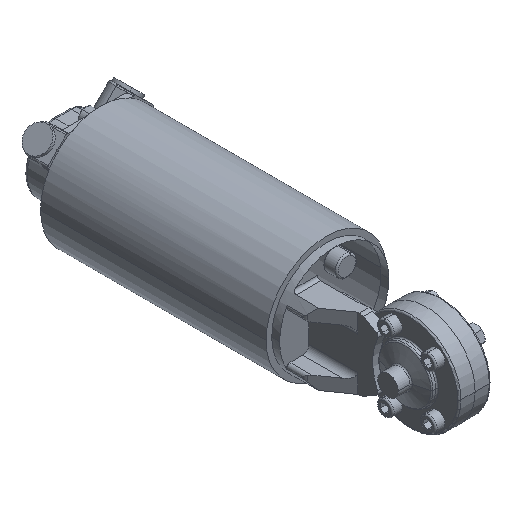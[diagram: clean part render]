
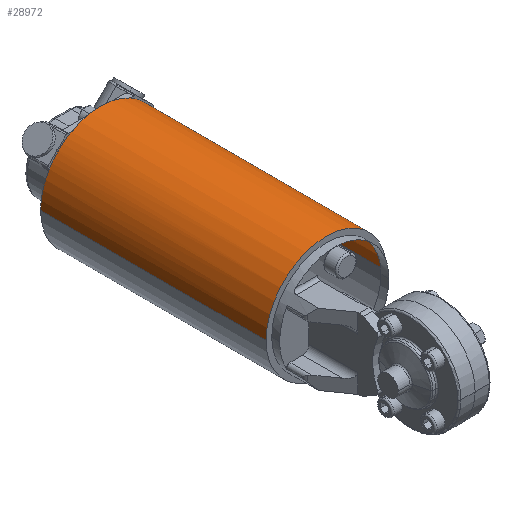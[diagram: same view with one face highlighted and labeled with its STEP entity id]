
A CAD part, isometric view. The second image highlights one B-rep face of the part: STEP entity #28972.
In plain terms, the highlighted cylindrical face has radius 38.05 mm (diameter 76.1 mm), a partial arc.
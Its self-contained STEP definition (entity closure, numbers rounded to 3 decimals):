
#626 = LINE ( 'NONE', #2649, #20236 ) ;
#1336 = EDGE_CURVE ( 'NONE', #17956, #9762, #626, .T. ) ;
#1703 = ORIENTED_EDGE ( 'NONE', *, *, #30175, .T. ) ;
#1749 = DIRECTION ( 'NONE',  ( 0., -1., 0. ) ) ;
#1781 = DIRECTION ( 'NONE',  ( 1., 0., 0. ) ) ;
#2274 = AXIS2_PLACEMENT_3D ( 'NONE', #16458, #1749, #18941 ) ;
#2555 = DIRECTION ( 'NONE',  ( 0., -1., 0. ) ) ;
#2615 = CARTESIAN_POINT ( 'NONE',  ( 0., 205.5, 0. ) ) ;
#2631 = EDGE_CURVE ( 'NONE', #17956, #4028, #11695, .T. ) ;
#2649 = CARTESIAN_POINT ( 'NONE',  ( 38.05, 56.976, 0. ) ) ;
#3786 = EDGE_CURVE ( 'NONE', #30372, #20443, #14441, .T. ) ;
#4028 = VERTEX_POINT ( 'NONE', #20932 ) ;
#5242 = CARTESIAN_POINT ( 'NONE',  ( 0., 205.5, 0. ) ) ;
#5246 = EDGE_CURVE ( 'NONE', #4028, #19099, #14721, .T. ) ;
#5752 = EDGE_CURVE ( 'NONE', #20443, #10792, #12750, .T. ) ;
#6475 = AXIS2_PLACEMENT_3D ( 'NONE', #17251, #2555, #19750 ) ;
#6664 = DIRECTION ( 'NONE',  ( 0., -1., 0. ) ) ;
#7497 = CARTESIAN_POINT ( 'NONE',  ( 38.05, 205.5, 0. ) ) ;
#7530 = AXIS2_PLACEMENT_3D ( 'NONE', #29111, #14406, #31588 ) ;
#7710 = DIRECTION ( 'NONE',  ( 1., 0., 0. ) ) ;
#8259 = DIRECTION ( 'NONE',  ( 1., 0., 0. ) ) ;
#8336 = DIRECTION ( 'NONE',  ( 0., -1., 0. ) ) ;
#9275 = AXIS2_PLACEMENT_3D ( 'NONE', #27872, #13163, #8259 ) ;
#9762 = VERTEX_POINT ( 'NONE', #19173 ) ;
#10342 = ORIENTED_EDGE ( 'NONE', *, *, #14393, .T. ) ;
#10497 = CARTESIAN_POINT ( 'NONE',  ( 0., 205.5, 0. ) ) ;
#10661 = AXIS2_PLACEMENT_3D ( 'NONE', #21916, #22588, #24585 ) ;
#10792 = VERTEX_POINT ( 'NONE', #26160 ) ;
#11239 = CARTESIAN_POINT ( 'NONE',  ( -38.05, 56.976, 0. ) ) ;
#11695 = CIRCLE ( 'NONE', #12071, 38.05 ) ;
#12071 = AXIS2_PLACEMENT_3D ( 'NONE', #2615, #30149, #16180 ) ;
#12750 = LINE ( 'NONE', #11239, #19297 ) ;
#12914 = DIRECTION ( 'NONE',  ( 1., 0., 0. ) ) ;
#13163 = DIRECTION ( 'NONE',  ( 0., -1., 0. ) ) ;
#13844 = VERTEX_POINT ( 'NONE', #17385 ) ;
#14393 = EDGE_CURVE ( 'NONE', #16160, #13844, #17493, .T. ) ;
#14406 = DIRECTION ( 'NONE',  ( 0., -1., 0. ) ) ;
#14441 = CIRCLE ( 'NONE', #10661, 38.05 ) ;
#14721 = CIRCLE ( 'NONE', #9275, 38.05 ) ;
#15069 = FACE_OUTER_BOUND ( 'NONE', #19109, .T. ) ;
#15132 = ORIENTED_EDGE ( 'NONE', *, *, #5246, .T. ) ;
#15817 = CIRCLE ( 'NONE', #28654, 38.05 ) ;
#16160 = VERTEX_POINT ( 'NONE', #26903 ) ;
#16180 = DIRECTION ( 'NONE',  ( 1., 0., 0. ) ) ;
#16458 = CARTESIAN_POINT ( 'NONE',  ( 0., 63., 0. ) ) ;
#17013 = CARTESIAN_POINT ( 'NONE',  ( -18.536, 205.5, 33.23 ) ) ;
#17126 = AXIS2_PLACEMENT_3D ( 'NONE', #5242, #22406, #7710 ) ;
#17251 = CARTESIAN_POINT ( 'NONE',  ( 0., 205.5, 0. ) ) ;
#17385 = CARTESIAN_POINT ( 'NONE',  ( -27.257, 205.5, 26.55 ) ) ;
#17493 = CIRCLE ( 'NONE', #6475, 38.05 ) ;
#17731 = ORIENTED_EDGE ( 'NONE', *, *, #1336, .F. ) ;
#17956 = VERTEX_POINT ( 'NONE', #7497 ) ;
#18941 = DIRECTION ( 'NONE',  ( 1., 0., 0. ) ) ;
#19099 = VERTEX_POINT ( 'NONE', #26012 ) ;
#19109 = EDGE_LOOP ( 'NONE', ( #31134, #29993, #29883, #17731, #23102, #15132, #1703, #28425, #10342, #27977 ) ) ;
#19173 = CARTESIAN_POINT ( 'NONE',  ( 38.05, 63., 0. ) ) ;
#19297 = VECTOR ( 'NONE', #8336, 1000. ) ;
#19750 = DIRECTION ( 'NONE',  ( 1., 0., 0. ) ) ;
#20236 = VECTOR ( 'NONE', #29952, 1000. ) ;
#20443 = VERTEX_POINT ( 'NONE', #29760 ) ;
#20932 = CARTESIAN_POINT ( 'NONE',  ( 32.506, 205.5, 19.778 ) ) ;
#21716 = CIRCLE ( 'NONE', #2274, 38.05 ) ;
#21916 = CARTESIAN_POINT ( 'NONE',  ( 0., 205.5, 0. ) ) ;
#22401 = EDGE_CURVE ( 'NONE', #13844, #30372, #27400, .T. ) ;
#22406 = DIRECTION ( 'NONE',  ( 0., -1., 0. ) ) ;
#22588 = DIRECTION ( 'NONE',  ( 0., -1., 0. ) ) ;
#22887 = AXIS2_PLACEMENT_3D ( 'NONE', #28596, #6664, #1781 ) ;
#23096 = EDGE_CURVE ( 'NONE', #31317, #16160, #15817, .T. ) ;
#23102 = ORIENTED_EDGE ( 'NONE', *, *, #2631, .T. ) ;
#24585 = DIRECTION ( 'NONE',  ( 1., 0., 0. ) ) ;
#26012 = CARTESIAN_POINT ( 'NONE',  ( 18.536, 205.5, 33.23 ) ) ;
#26160 = CARTESIAN_POINT ( 'NONE',  ( -38.05, 63., 0. ) ) ;
#26903 = CARTESIAN_POINT ( 'NONE',  ( -26.55, 205.5, 27.257 ) ) ;
#27400 = CIRCLE ( 'NONE', #7530, 38.05 ) ;
#27637 = DIRECTION ( 'NONE',  ( 0., -1., 0. ) ) ;
#27872 = CARTESIAN_POINT ( 'NONE',  ( 0., 205.5, 0. ) ) ;
#27966 = EDGE_CURVE ( 'NONE', #9762, #10792, #21716, .T. ) ;
#27977 = ORIENTED_EDGE ( 'NONE', *, *, #22401, .T. ) ;
#28034 = CIRCLE ( 'NONE', #17126, 38.05 ) ;
#28425 = ORIENTED_EDGE ( 'NONE', *, *, #23096, .T. ) ;
#28596 = CARTESIAN_POINT ( 'NONE',  ( 0., 56.976, 0. ) ) ;
#28654 = AXIS2_PLACEMENT_3D ( 'NONE', #10497, #27637, #12914 ) ;
#28972 = ADVANCED_FACE ( 'NONE', ( #15069 ), #31592, .T. ) ;
#29111 = CARTESIAN_POINT ( 'NONE',  ( 0., 205.5, 0. ) ) ;
#29760 = CARTESIAN_POINT ( 'NONE',  ( -38.05, 205.5, 0. ) ) ;
#29883 = ORIENTED_EDGE ( 'NONE', *, *, #27966, .F. ) ;
#29952 = DIRECTION ( 'NONE',  ( 0., -1., 0. ) ) ;
#29993 = ORIENTED_EDGE ( 'NONE', *, *, #5752, .T. ) ;
#30149 = DIRECTION ( 'NONE',  ( 0., -1., 0. ) ) ;
#30175 = EDGE_CURVE ( 'NONE', #19099, #31317, #28034, .T. ) ;
#30372 = VERTEX_POINT ( 'NONE', #30730 ) ;
#30730 = CARTESIAN_POINT ( 'NONE',  ( -32.506, 205.5, 19.778 ) ) ;
#31134 = ORIENTED_EDGE ( 'NONE', *, *, #3786, .T. ) ;
#31317 = VERTEX_POINT ( 'NONE', #17013 ) ;
#31588 = DIRECTION ( 'NONE',  ( 1., 0., 0. ) ) ;
#31592 = CYLINDRICAL_SURFACE ( 'NONE', #22887, 38.05 ) ;
